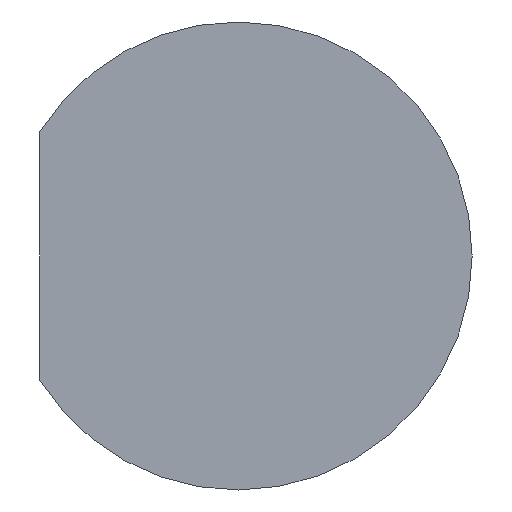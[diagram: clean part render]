
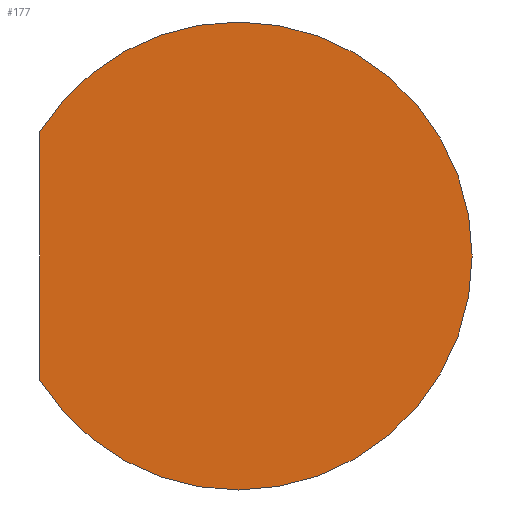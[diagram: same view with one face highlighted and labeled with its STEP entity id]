
A CAD part, front view. The second image highlights one B-rep face of the part: STEP entity #177.
In plain terms, the highlighted planar face has unit normal (0, -1, 0).
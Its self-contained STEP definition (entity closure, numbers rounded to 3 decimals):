
#118 = VERTEX_POINT('',#119);
#119 = CARTESIAN_POINT('',(0.,0.,2.95)
  );
#125 = EDGE_CURVE('',#126,#118,#128,.T.);
#126 = VERTEX_POINT('',#127);
#127 = CARTESIAN_POINT('',(0.,0.,-2.95));
#128 = CIRCLE('',#129,2.95);
#129 = AXIS2_PLACEMENT_3D('',#130,#131,#132);
#130 = CARTESIAN_POINT('',(0.,0.,0.));
#131 = DIRECTION('',(0.,-1.,-0.));
#132 = DIRECTION('',(0.,0.,-1.));
#158 = EDGE_CURVE('',#159,#126,#161,.T.);
#159 = VERTEX_POINT('',#160);
#160 = CARTESIAN_POINT('',(-2.5,0.,-1.566));
#161 = CIRCLE('',#162,2.95);
#162 = AXIS2_PLACEMENT_3D('',#163,#164,#165);
#163 = CARTESIAN_POINT('',(0.,0.,0.));
#164 = DIRECTION('',(0.,-1.,-0.));
#165 = DIRECTION('',(0.,0.,-1.));
#177 = ADVANCED_FACE('',(#178),#197,.F.);
#178 = FACE_BOUND('',#179,.T.);
#179 = EDGE_LOOP('',(#180,#188,#189,#190));
#180 = ORIENTED_EDGE('',*,*,#181,.F.);
#181 = EDGE_CURVE('',#159,#182,#184,.T.);
#182 = VERTEX_POINT('',#183);
#183 = CARTESIAN_POINT('',(-2.5,0.,1.566));
#184 = LINE('',#185,#186);
#185 = CARTESIAN_POINT('',(-2.5,0.,0.));
#186 = VECTOR('',#187,1.);
#187 = DIRECTION('',(0.,0.,1.));
#188 = ORIENTED_EDGE('',*,*,#158,.T.);
#189 = ORIENTED_EDGE('',*,*,#125,.T.);
#190 = ORIENTED_EDGE('',*,*,#191,.T.);
#191 = EDGE_CURVE('',#118,#182,#192,.T.);
#192 = CIRCLE('',#193,2.95);
#193 = AXIS2_PLACEMENT_3D('',#194,#195,#196);
#194 = CARTESIAN_POINT('',(0.,0.,0.));
#195 = DIRECTION('',(0.,-1.,-0.));
#196 = DIRECTION('',(0.,0.,-1.));
#197 = PLANE('',#198);
#198 = AXIS2_PLACEMENT_3D('',#199,#200,#201);
#199 = CARTESIAN_POINT('',(0.,0.,0.));
#200 = DIRECTION('',(0.,1.,0.));
#201 = DIRECTION('',(0.,-0.,1.));
